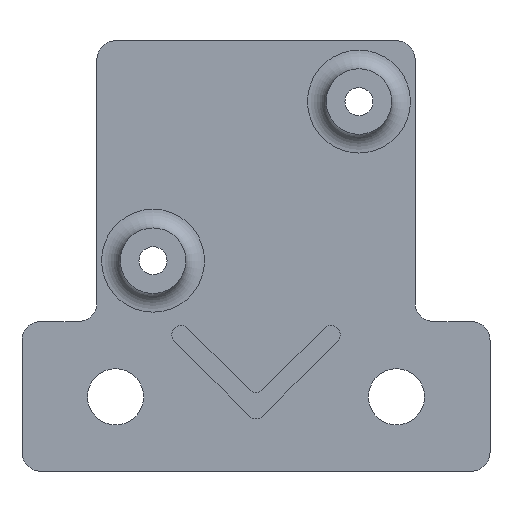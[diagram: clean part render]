
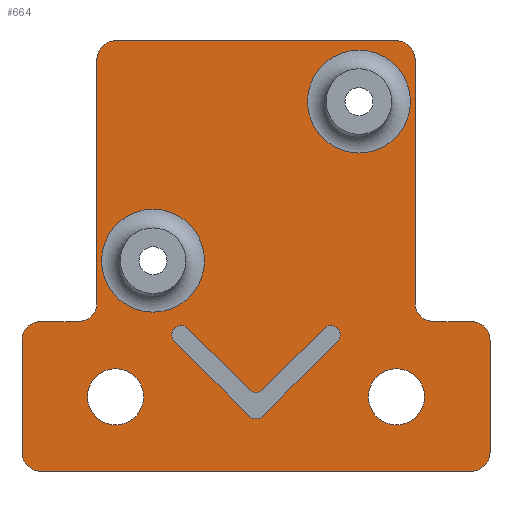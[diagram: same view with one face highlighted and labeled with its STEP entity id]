
A CAD part, front view. The second image highlights one B-rep face of the part: STEP entity #664.
In plain terms, the highlighted planar face has unit normal (0, -1, 0).
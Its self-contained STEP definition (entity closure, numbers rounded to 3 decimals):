
#21=FACE_BOUND('',#91,.T.);
#22=FACE_BOUND('',#92,.T.);
#23=FACE_BOUND('',#93,.T.);
#24=FACE_BOUND('',#94,.T.);
#25=FACE_BOUND('',#95,.T.);
#30=PLANE('',#729);
#49=FACE_OUTER_BOUND('',#90,.T.);
#90=EDGE_LOOP('',(#478,#479,#480,#481,#482,#483,#484,#485,#486,#487,#488,
#489,#490,#491,#492,#493));
#91=EDGE_LOOP('',(#494,#495));
#92=EDGE_LOOP('',(#496));
#93=EDGE_LOOP('',(#497,#498,#499,#500,#501,#502,#503,#504));
#94=EDGE_LOOP('',(#505));
#95=EDGE_LOOP('',(#506,#507));
#134=LINE('',#1025,#188);
#143=LINE('',#1068,#197);
#144=LINE('',#1072,#198);
#145=LINE('',#1076,#199);
#146=LINE('',#1080,#200);
#147=LINE('',#1084,#201);
#148=LINE('',#1088,#202);
#149=LINE('',#1091,#203);
#150=LINE('',#1102,#204);
#151=LINE('',#1106,#205);
#152=LINE('',#1110,#206);
#153=LINE('',#1113,#207);
#188=VECTOR('',#806,10.);
#197=VECTOR('',#845,10.);
#198=VECTOR('',#848,10.);
#199=VECTOR('',#851,10.);
#200=VECTOR('',#854,10.);
#201=VECTOR('',#857,10.);
#202=VECTOR('',#860,10.);
#203=VECTOR('',#863,10.);
#204=VECTOR('',#872,10.);
#205=VECTOR('',#875,10.);
#206=VECTOR('',#878,10.);
#207=VECTOR('',#881,10.);
#238=CIRCLE('',#712,1.);
#251=CIRCLE('',#728,1.);
#252=CIRCLE('',#730,1.);
#253=CIRCLE('',#731,1.);
#254=CIRCLE('',#732,1.);
#255=CIRCLE('',#733,1.);
#256=CIRCLE('',#734,1.);
#257=CIRCLE('',#735,1.);
#258=CIRCLE('',#736,2.75);
#259=CIRCLE('',#737,2.75);
#260=CIRCLE('',#738,1.5);
#261=CIRCLE('',#739,0.5);
#262=CIRCLE('',#740,0.5);
#263=CIRCLE('',#741,0.5);
#264=CIRCLE('',#742,0.5);
#265=CIRCLE('',#743,1.5);
#266=CIRCLE('',#744,2.75);
#267=CIRCLE('',#745,2.75);
#282=VERTEX_POINT('',#1012);
#283=VERTEX_POINT('',#1013);
#287=VERTEX_POINT('',#1023);
#305=VERTEX_POINT('',#1063);
#306=VERTEX_POINT('',#1067);
#307=VERTEX_POINT('',#1069);
#308=VERTEX_POINT('',#1071);
#309=VERTEX_POINT('',#1073);
#310=VERTEX_POINT('',#1075);
#311=VERTEX_POINT('',#1077);
#312=VERTEX_POINT('',#1079);
#313=VERTEX_POINT('',#1081);
#314=VERTEX_POINT('',#1083);
#315=VERTEX_POINT('',#1085);
#316=VERTEX_POINT('',#1087);
#317=VERTEX_POINT('',#1089);
#318=VERTEX_POINT('',#1092);
#319=VERTEX_POINT('',#1093);
#320=VERTEX_POINT('',#1096);
#321=VERTEX_POINT('',#1098);
#322=VERTEX_POINT('',#1099);
#323=VERTEX_POINT('',#1101);
#324=VERTEX_POINT('',#1103);
#325=VERTEX_POINT('',#1105);
#326=VERTEX_POINT('',#1107);
#327=VERTEX_POINT('',#1109);
#328=VERTEX_POINT('',#1111);
#329=VERTEX_POINT('',#1114);
#330=VERTEX_POINT('',#1116);
#331=VERTEX_POINT('',#1117);
#348=EDGE_CURVE('',#282,#283,#238,.T.);
#354=EDGE_CURVE('',#282,#287,#134,.T.);
#373=EDGE_CURVE('',#305,#287,#251,.T.);
#375=EDGE_CURVE('',#305,#306,#143,.T.);
#376=EDGE_CURVE('',#307,#306,#252,.T.);
#377=EDGE_CURVE('',#307,#308,#144,.T.);
#378=EDGE_CURVE('',#309,#308,#253,.T.);
#379=EDGE_CURVE('',#309,#310,#145,.T.);
#380=EDGE_CURVE('',#311,#310,#254,.T.);
#381=EDGE_CURVE('',#311,#312,#146,.T.);
#382=EDGE_CURVE('',#313,#312,#255,.T.);
#383=EDGE_CURVE('',#313,#314,#147,.T.);
#384=EDGE_CURVE('',#315,#314,#256,.T.);
#385=EDGE_CURVE('',#315,#316,#148,.T.);
#386=EDGE_CURVE('',#317,#316,#257,.T.);
#387=EDGE_CURVE('',#317,#283,#149,.T.);
#388=EDGE_CURVE('',#318,#319,#258,.T.);
#389=EDGE_CURVE('',#319,#318,#259,.T.);
#390=EDGE_CURVE('',#320,#320,#260,.T.);
#391=EDGE_CURVE('',#321,#322,#261,.T.);
#392=EDGE_CURVE('',#321,#323,#150,.T.);
#393=EDGE_CURVE('',#324,#323,#262,.T.);
#394=EDGE_CURVE('',#324,#325,#151,.T.);
#395=EDGE_CURVE('',#326,#325,#263,.T.);
#396=EDGE_CURVE('',#326,#327,#152,.T.);
#397=EDGE_CURVE('',#328,#327,#264,.T.);
#398=EDGE_CURVE('',#328,#322,#153,.T.);
#399=EDGE_CURVE('',#329,#329,#265,.T.);
#400=EDGE_CURVE('',#330,#331,#266,.T.);
#401=EDGE_CURVE('',#331,#330,#267,.T.);
#478=ORIENTED_EDGE('',*,*,#348,.F.);
#479=ORIENTED_EDGE('',*,*,#354,.T.);
#480=ORIENTED_EDGE('',*,*,#373,.F.);
#481=ORIENTED_EDGE('',*,*,#375,.T.);
#482=ORIENTED_EDGE('',*,*,#376,.F.);
#483=ORIENTED_EDGE('',*,*,#377,.T.);
#484=ORIENTED_EDGE('',*,*,#378,.F.);
#485=ORIENTED_EDGE('',*,*,#379,.T.);
#486=ORIENTED_EDGE('',*,*,#380,.F.);
#487=ORIENTED_EDGE('',*,*,#381,.T.);
#488=ORIENTED_EDGE('',*,*,#382,.F.);
#489=ORIENTED_EDGE('',*,*,#383,.T.);
#490=ORIENTED_EDGE('',*,*,#384,.F.);
#491=ORIENTED_EDGE('',*,*,#385,.T.);
#492=ORIENTED_EDGE('',*,*,#386,.F.);
#493=ORIENTED_EDGE('',*,*,#387,.T.);
#494=ORIENTED_EDGE('',*,*,#388,.F.);
#495=ORIENTED_EDGE('',*,*,#389,.F.);
#496=ORIENTED_EDGE('',*,*,#390,.T.);
#497=ORIENTED_EDGE('',*,*,#391,.F.);
#498=ORIENTED_EDGE('',*,*,#392,.T.);
#499=ORIENTED_EDGE('',*,*,#393,.F.);
#500=ORIENTED_EDGE('',*,*,#394,.T.);
#501=ORIENTED_EDGE('',*,*,#395,.F.);
#502=ORIENTED_EDGE('',*,*,#396,.T.);
#503=ORIENTED_EDGE('',*,*,#397,.F.);
#504=ORIENTED_EDGE('',*,*,#398,.T.);
#505=ORIENTED_EDGE('',*,*,#399,.T.);
#506=ORIENTED_EDGE('',*,*,#400,.F.);
#507=ORIENTED_EDGE('',*,*,#401,.F.);
#664=ADVANCED_FACE('',(#49,#21,#22,#23,#24,#25),#30,.F.);
#712=AXIS2_PLACEMENT_3D('',#1014,#796,#797);
#728=AXIS2_PLACEMENT_3D('',#1064,#840,#841);
#729=AXIS2_PLACEMENT_3D('',#1066,#843,#844);
#730=AXIS2_PLACEMENT_3D('',#1070,#846,#847);
#731=AXIS2_PLACEMENT_3D('',#1074,#849,#850);
#732=AXIS2_PLACEMENT_3D('',#1078,#852,#853);
#733=AXIS2_PLACEMENT_3D('',#1082,#855,#856);
#734=AXIS2_PLACEMENT_3D('',#1086,#858,#859);
#735=AXIS2_PLACEMENT_3D('',#1090,#861,#862);
#736=AXIS2_PLACEMENT_3D('',#1094,#864,#865);
#737=AXIS2_PLACEMENT_3D('',#1095,#866,#867);
#738=AXIS2_PLACEMENT_3D('',#1097,#868,#869);
#739=AXIS2_PLACEMENT_3D('',#1100,#870,#871);
#740=AXIS2_PLACEMENT_3D('',#1104,#873,#874);
#741=AXIS2_PLACEMENT_3D('',#1108,#876,#877);
#742=AXIS2_PLACEMENT_3D('',#1112,#879,#880);
#743=AXIS2_PLACEMENT_3D('',#1115,#882,#883);
#744=AXIS2_PLACEMENT_3D('',#1118,#884,#885);
#745=AXIS2_PLACEMENT_3D('',#1119,#886,#887);
#796=DIRECTION('center_axis',(0.,1.,0.));
#797=DIRECTION('ref_axis',(-0.707,0.,-0.707));
#806=DIRECTION('',(1.,0.,0.));
#840=DIRECTION('center_axis',(0.,1.,0.));
#841=DIRECTION('ref_axis',(0.707,0.,-0.707));
#843=DIRECTION('center_axis',(0.,1.,0.));
#844=DIRECTION('ref_axis',(1.,0.,0.));
#845=DIRECTION('',(0.,0.,1.));
#846=DIRECTION('center_axis',(0.,1.,0.));
#847=DIRECTION('ref_axis',(0.707,0.,0.707));
#848=DIRECTION('',(-1.,0.,0.));
#849=DIRECTION('center_axis',(0.,-1.,0.));
#850=DIRECTION('ref_axis',(-0.707,0.,-0.707));
#851=DIRECTION('',(0.,0.,1.));
#852=DIRECTION('center_axis',(0.,1.,0.));
#853=DIRECTION('ref_axis',(0.707,0.,0.707));
#854=DIRECTION('',(-1.,0.,0.));
#855=DIRECTION('center_axis',(0.,1.,0.));
#856=DIRECTION('ref_axis',(-0.707,0.,0.707));
#857=DIRECTION('',(0.,0.,-1.));
#858=DIRECTION('center_axis',(0.,-1.,0.));
#859=DIRECTION('ref_axis',(0.707,0.,-0.707));
#860=DIRECTION('',(-1.,0.,0.));
#861=DIRECTION('center_axis',(0.,1.,0.));
#862=DIRECTION('ref_axis',(-0.707,0.,0.707));
#863=DIRECTION('',(0.,0.,-1.));
#864=DIRECTION('center_axis',(0.,-1.,0.));
#865=DIRECTION('ref_axis',(1.,0.,0.));
#866=DIRECTION('center_axis',(0.,-1.,0.));
#867=DIRECTION('ref_axis',(1.,0.,0.));
#868=DIRECTION('center_axis',(0.,1.,0.));
#869=DIRECTION('ref_axis',(1.,0.,0.));
#870=DIRECTION('center_axis',(0.,1.,0.));
#871=DIRECTION('ref_axis',(0.,0.,-1.));
#872=DIRECTION('',(0.707,0.,0.707));
#873=DIRECTION('center_axis',(0.,-1.,0.));
#874=DIRECTION('ref_axis',(1.,0.,0.));
#875=DIRECTION('',(-0.707,0.,-0.707));
#876=DIRECTION('center_axis',(0.,-1.,0.));
#877=DIRECTION('ref_axis',(0.,0.,-1.));
#878=DIRECTION('',(-0.707,0.,0.707));
#879=DIRECTION('center_axis',(0.,-1.,0.));
#880=DIRECTION('ref_axis',(0.,0.,1.));
#881=DIRECTION('',(0.707,0.,-0.707));
#882=DIRECTION('center_axis',(0.,1.,0.));
#883=DIRECTION('ref_axis',(1.,0.,0.));
#884=DIRECTION('center_axis',(0.,-1.,0.));
#885=DIRECTION('ref_axis',(1.,0.,0.));
#886=DIRECTION('center_axis',(0.,-1.,0.));
#887=DIRECTION('ref_axis',(1.,0.,0.));
#1012=CARTESIAN_POINT('',(-3.,-2.,-23.));
#1013=CARTESIAN_POINT('',(-4.,-2.,-22.));
#1014=CARTESIAN_POINT('Origin',(-3.,-2.,-22.));
#1023=CARTESIAN_POINT('',(20.,-2.,-23.));
#1025=CARTESIAN_POINT('',(-4.,-2.,-23.));
#1063=CARTESIAN_POINT('',(21.,-2.,-22.));
#1064=CARTESIAN_POINT('Origin',(20.,-2.,-22.));
#1066=CARTESIAN_POINT('Origin',(8.5,-2.,-11.5));
#1067=CARTESIAN_POINT('',(21.,-2.,-16.));
#1068=CARTESIAN_POINT('',(21.,-2.,-23.));
#1069=CARTESIAN_POINT('',(20.,-2.,-15.));
#1070=CARTESIAN_POINT('Origin',(20.,-2.,-16.));
#1071=CARTESIAN_POINT('',(18.,-2.,-15.));
#1072=CARTESIAN_POINT('',(21.,-2.,-15.));
#1073=CARTESIAN_POINT('',(17.,-2.,-14.));
#1074=CARTESIAN_POINT('Origin',(18.,-2.,-14.));
#1075=CARTESIAN_POINT('',(17.,-2.,-1.));
#1076=CARTESIAN_POINT('',(17.,-2.,0.));
#1077=CARTESIAN_POINT('',(16.,-2.,0.));
#1078=CARTESIAN_POINT('Origin',(16.,-2.,-1.));
#1079=CARTESIAN_POINT('',(1.,-2.,0.));
#1080=CARTESIAN_POINT('',(0.,-2.,0.));
#1081=CARTESIAN_POINT('',(0.,-2.,-1.));
#1082=CARTESIAN_POINT('Origin',(1.,-2.,-1.));
#1083=CARTESIAN_POINT('',(0.,-2.,-14.));
#1084=CARTESIAN_POINT('',(0.,-2.,-15.));
#1085=CARTESIAN_POINT('',(-1.,-2.,-15.));
#1086=CARTESIAN_POINT('Origin',(-1.,-2.,-14.));
#1087=CARTESIAN_POINT('',(-3.,-2.,-15.));
#1088=CARTESIAN_POINT('',(21.,-2.,-15.));
#1089=CARTESIAN_POINT('',(-4.,-2.,-16.));
#1090=CARTESIAN_POINT('Origin',(-3.,-2.,-16.));
#1091=CARTESIAN_POINT('',(-4.,-2.,-15.));
#1092=CARTESIAN_POINT('',(0.25,-2.,-11.75));
#1093=CARTESIAN_POINT('',(3.,-2.,-14.5));
#1094=CARTESIAN_POINT('Origin',(3.,-2.,-11.75));
#1095=CARTESIAN_POINT('Origin',(3.,-2.,-11.75));
#1096=CARTESIAN_POINT('',(14.5,-2.,-19.024));
#1097=CARTESIAN_POINT('Origin',(16.,-2.,-19.024));
#1098=CARTESIAN_POINT('',(8.854,-2.,-18.646));
#1099=CARTESIAN_POINT('',(8.146,-2.,-18.646));
#1100=CARTESIAN_POINT('Origin',(8.5,-2.,-18.293));
#1101=CARTESIAN_POINT('',(12.146,-2.,-15.354));
#1102=CARTESIAN_POINT('',(8.5,-2.,-19.));
#1103=CARTESIAN_POINT('',(12.854,-2.,-16.061));
#1104=CARTESIAN_POINT('Origin',(12.5,-2.,-15.707));
#1105=CARTESIAN_POINT('',(8.854,-2.,-20.061));
#1106=CARTESIAN_POINT('',(8.5,-2.,-20.414));
#1107=CARTESIAN_POINT('',(8.146,-2.,-20.061));
#1108=CARTESIAN_POINT('Origin',(8.5,-2.,-19.707));
#1109=CARTESIAN_POINT('',(4.146,-2.,-16.061));
#1110=CARTESIAN_POINT('',(8.5,-2.,-20.414));
#1111=CARTESIAN_POINT('',(4.854,-2.,-15.354));
#1112=CARTESIAN_POINT('Origin',(4.5,-2.,-15.707));
#1113=CARTESIAN_POINT('',(8.5,-2.,-19.));
#1114=CARTESIAN_POINT('',(-0.5,-2.,-19.024));
#1115=CARTESIAN_POINT('Origin',(1.,-2.,-19.024));
#1116=CARTESIAN_POINT('',(11.25,-2.,-3.25));
#1117=CARTESIAN_POINT('',(14.,-2.,-6.));
#1118=CARTESIAN_POINT('Origin',(14.,-2.,-3.25));
#1119=CARTESIAN_POINT('Origin',(14.,-2.,-3.25));
